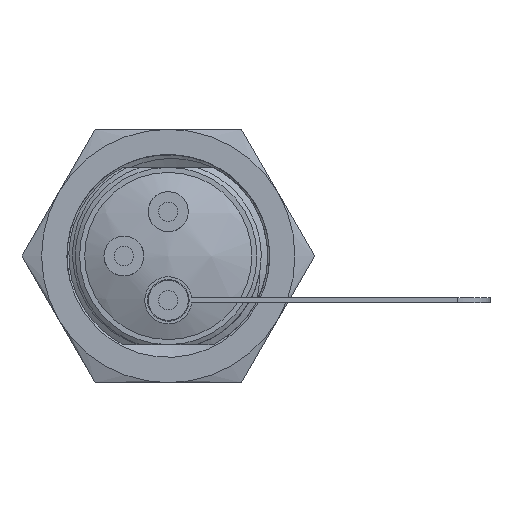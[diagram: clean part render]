
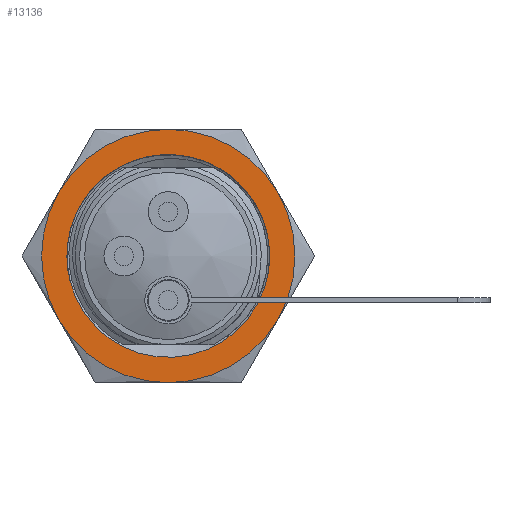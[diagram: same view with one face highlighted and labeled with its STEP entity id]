
A CAD part, left-side view. The second image highlights one B-rep face of the part: STEP entity #13136.
In plain terms, the highlighted face is planar.
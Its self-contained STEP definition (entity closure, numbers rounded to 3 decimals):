
#259 = CARTESIAN_POINT ( 'NONE',  ( 0., 0., -0.9 ) ) ;
#557 = CIRCLE ( 'NONE', #11088, 5. ) ;
#1274 = EDGE_LOOP ( 'NONE', ( #18073, #21868 ) ) ;
#1389 = CARTESIAN_POINT ( 'NONE',  ( -3.95, 0.821, -0.9 ) ) ;
#2082 = AXIS2_PLACEMENT_3D ( 'NONE', #12679, #33696, #15654 ) ;
#2657 = EDGE_CURVE ( 'NONE', #23349, #33217, #19537, .T. ) ;
#3217 = DIRECTION ( 'NONE',  ( 1., 0., 0. ) ) ;
#3442 = EDGE_CURVE ( 'NONE', #29749, #20739, #24258, .T. ) ;
#3528 = DIRECTION ( 'NONE',  ( 0., 0., 1. ) ) ;
#3562 = DIRECTION ( 'NONE',  ( 0., 0., 1. ) ) ;
#4357 = CARTESIAN_POINT ( 'NONE',  ( -3.571, 1.803, -0.9 ) ) ;
#4776 = VERTEX_POINT ( 'NONE', #31601 ) ;
#5653 = VERTEX_POINT ( 'NONE', #23910 ) ;
#5776 = AXIS2_PLACEMENT_3D ( 'NONE', #21371, #3528, #24393 ) ;
#7034 = FACE_OUTER_BOUND ( 'NONE', #31209, .T. ) ;
#7204 = CARTESIAN_POINT ( 'NONE',  ( 0., 0., -0.9 ) ) ;
#7860 = CIRCLE ( 'NONE', #5776, 5. ) ;
#8671 = EDGE_CURVE ( 'NONE', #33217, #29749, #21492, .T. ) ;
#9661 = AXIS2_PLACEMENT_3D ( 'NONE', #28186, #10191, #31220 ) ;
#10191 = DIRECTION ( 'NONE',  ( 0., 0., 1. ) ) ;
#10292 = PLANE ( 'NONE',  #15812 ) ;
#10294 = AXIS2_PLACEMENT_3D ( 'NONE', #30044, #12020, #33061 ) ;
#11088 = AXIS2_PLACEMENT_3D ( 'NONE', #21405, #3562, #24433 ) ;
#11735 = DIRECTION ( 'NONE',  ( 0., 0., 1. ) ) ;
#12020 = DIRECTION ( 'NONE',  ( 0., 0., 1. ) ) ;
#12679 = CARTESIAN_POINT ( 'NONE',  ( 0., 0., -0.9 ) ) ;
#13070 = EDGE_CURVE ( 'NONE', #4776, #20362, #29199, .T. ) ;
#13136 = ADVANCED_FACE ( 'NONE', ( #13987, #7034 ), #10292, .F. ) ;
#13987 = FACE_BOUND ( 'NONE', #1274, .T. ) ;
#13995 = EDGE_CURVE ( 'NONE', #18895, #23349, #557, .T. ) ;
#14180 = CARTESIAN_POINT ( 'NONE',  ( -4.33, -2.5, -0.9 ) ) ;
#15654 = DIRECTION ( 'NONE',  ( 1., 0., 0. ) ) ;
#15812 = AXIS2_PLACEMENT_3D ( 'NONE', #7204, #16283, #37288 ) ;
#16152 = CARTESIAN_POINT ( 'NONE',  ( -3.964, -0.751, -0.9 ) ) ;
#16283 = DIRECTION ( 'NONE',  ( 0., 0., 1. ) ) ;
#17464 = CIRCLE ( 'NONE', #2082, 4. ) ;
#17477 = ORIENTED_EDGE ( 'NONE', *, *, #13995, .F. ) ;
#18073 = ORIENTED_EDGE ( 'NONE', *, *, #27926, .T. ) ;
#18895 = VERTEX_POINT ( 'NONE', #14180 ) ;
#18910 = AXIS2_PLACEMENT_3D ( 'NONE', #29753, #11735, #32772 ) ;
#19163 = CARTESIAN_POINT ( 'NONE',  ( -4.028, -0.225, -0.9 ) ) ;
#19207 = CARTESIAN_POINT ( 'NONE',  ( 0., -5., -0.9 ) ) ;
#19537 = CIRCLE ( 'NONE', #10294, 5. ) ;
#20362 = VERTEX_POINT ( 'NONE', #30628 ) ;
#20739 = VERTEX_POINT ( 'NONE', #25662 ) ;
#21057 = DIRECTION ( 'NONE',  ( 0., 0., 1. ) ) ;
#21371 = CARTESIAN_POINT ( 'NONE',  ( 0., 0., -0.9 ) ) ;
#21405 = CARTESIAN_POINT ( 'NONE',  ( 0., 0., -0.9 ) ) ;
#21492 = CIRCLE ( 'NONE', #9661, 5. ) ;
#21868 = ORIENTED_EDGE ( 'NONE', *, *, #13070, .F. ) ;
#22213 = CARTESIAN_POINT ( 'NONE',  ( -3.807, 1.334, -0.9 ) ) ;
#23349 = VERTEX_POINT ( 'NONE', #19207 ) ;
#23374 = CARTESIAN_POINT ( 'NONE',  ( 4.33, 2.5, -0.9 ) ) ;
#23655 = ORIENTED_EDGE ( 'NONE', *, *, #2657, .F. ) ;
#23910 = CARTESIAN_POINT ( 'NONE',  ( -4.33, 2.5, -0.9 ) ) ;
#24258 = CIRCLE ( 'NONE', #33690, 5. ) ;
#24393 = DIRECTION ( 'NONE',  ( 1., 0., 0. ) ) ;
#24433 = DIRECTION ( 'NONE',  ( 1., 0., 0. ) ) ;
#24595 = ORIENTED_EDGE ( 'NONE', *, *, #37197, .F. ) ;
#25662 = CARTESIAN_POINT ( 'NONE',  ( 0., 5., -0.9 ) ) ;
#25807 = ORIENTED_EDGE ( 'NONE', *, *, #33041, .F. ) ;
#26915 = ORIENTED_EDGE ( 'NONE', *, *, #8671, .F. ) ;
#27926 = EDGE_CURVE ( 'NONE', #4776, #20362, #17464, .T. ) ;
#28161 = CARTESIAN_POINT ( 'NONE',  ( 4.33, -2.5, -0.9 ) ) ;
#28186 = CARTESIAN_POINT ( 'NONE',  ( 0., 0., -0.9 ) ) ;
#29199 = B_SPLINE_CURVE_WITH_KNOTS ( 'NONE', 3,
 ( #37159, #16152, #19163, #1389, #22213, #4357 ),
 .UNSPECIFIED., .F., .F.,
 ( 4, 2, 4 ),
 ( 0., 0.002, 0.003 ),
 .UNSPECIFIED. ) ;
#29749 = VERTEX_POINT ( 'NONE', #23374 ) ;
#29753 = CARTESIAN_POINT ( 'NONE',  ( 0., 0., -0.9 ) ) ;
#30044 = CARTESIAN_POINT ( 'NONE',  ( 0., 0., -0.9 ) ) ;
#30628 = CARTESIAN_POINT ( 'NONE',  ( -3.571, 1.803, -0.9 ) ) ;
#31209 = EDGE_LOOP ( 'NONE', ( #33644, #26915, #23655, #17477, #24595, #25807 ) ) ;
#31220 = DIRECTION ( 'NONE',  ( 1., 0., 0. ) ) ;
#31601 = CARTESIAN_POINT ( 'NONE',  ( -3.8, -1.25, -0.9 ) ) ;
#32350 = CIRCLE ( 'NONE', #18910, 5. ) ;
#32772 = DIRECTION ( 'NONE',  ( 1., 0., 0. ) ) ;
#33041 = EDGE_CURVE ( 'NONE', #20739, #5653, #32350, .T. ) ;
#33061 = DIRECTION ( 'NONE',  ( 1., 0., 0. ) ) ;
#33217 = VERTEX_POINT ( 'NONE', #28161 ) ;
#33644 = ORIENTED_EDGE ( 'NONE', *, *, #3442, .F. ) ;
#33690 = AXIS2_PLACEMENT_3D ( 'NONE', #259, #21057, #3217 ) ;
#33696 = DIRECTION ( 'NONE',  ( 0., 0., 1. ) ) ;
#37159 = CARTESIAN_POINT ( 'NONE',  ( -3.8, -1.25, -0.9 ) ) ;
#37197 = EDGE_CURVE ( 'NONE', #5653, #18895, #7860, .T. ) ;
#37288 = DIRECTION ( 'NONE',  ( 1., 0., 0. ) ) ;
